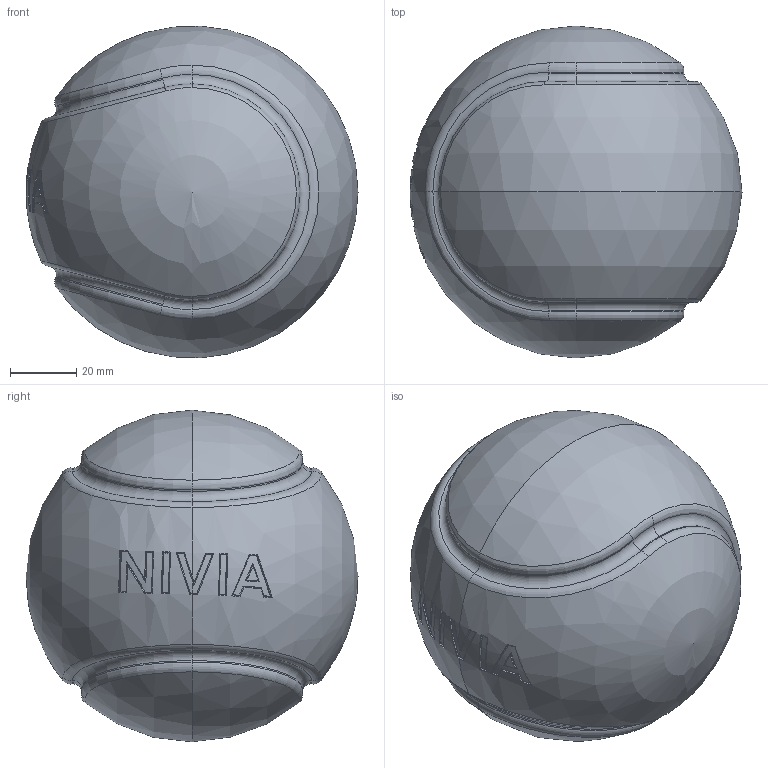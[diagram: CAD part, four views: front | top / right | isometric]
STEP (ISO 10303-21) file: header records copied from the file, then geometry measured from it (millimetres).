
FILE_DESCRIPTION (( 'STEP AP203' ), '1' );
FILE_NAME ('tenis_Default_sldprt.STEP', '2019-06-20T10:47:40', ( '' ), ( '' ), 'SwSTEP 2.0', 'SolidWorks 2018', '' );
FILE_SCHEMA (( 'CONFIG_CONTROL_DESIGN' ));
Length unit declared in the file: millimetre
Products named in the file (1): tenis_Default_sldprt
Bounding box: 100 x 100 x 99.85 mm (x, y, z)
Volume: 518226 mm3; surface area: 32078.7 mm2
Topology: 1 solids, 1 shells, 148 faces, 399 edges, 256 vertices
Faces by surface type: torus 101, plane 36, sphere 11
Entity records: 5140 total; most frequent: CARTESIAN_POINT 1411, DIRECTION 796, ORIENTED_EDGE 790, EDGE_CURVE 395, AXIS2_PLACEMENT_3D 380, VERTEX_POINT 254, CIRCLE 231, EDGE_LOOP 153
